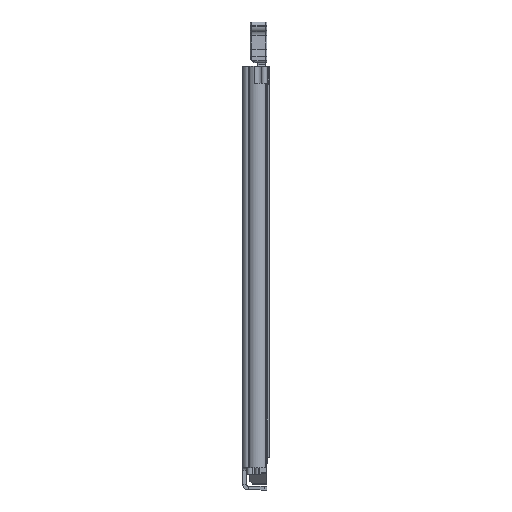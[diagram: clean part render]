
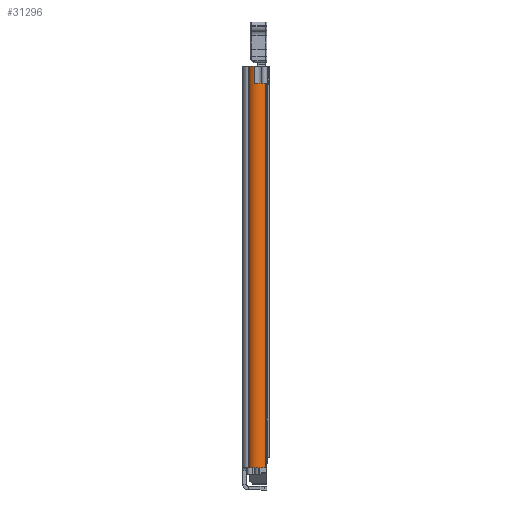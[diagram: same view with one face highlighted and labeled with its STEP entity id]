
A CAD part, front view. The second image highlights one B-rep face of the part: STEP entity #31296.
In plain terms, the highlighted cylindrical face has radius 7.6 mm (diameter 15.2 mm), a partial arc.
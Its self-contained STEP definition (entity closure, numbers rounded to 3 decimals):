
#123 = EDGE_CURVE ( 'NONE', #31548, #10725, #9871, .T. ) ;
#433 = ORIENTED_EDGE ( 'NONE', *, *, #27627, .T. ) ;
#1915 = VERTEX_POINT ( 'NONE', #13042 ) ;
#2200 = CYLINDRICAL_SURFACE ( 'NONE', #5185, 7.6 ) ;
#2800 = DIRECTION ( 'NONE',  ( 0., 0., 1. ) ) ;
#4049 = VERTEX_POINT ( 'NONE', #22344 ) ;
#4670 = CARTESIAN_POINT ( 'NONE',  ( 8.413, -37.778, 0. ) ) ;
#5185 = AXIS2_PLACEMENT_3D ( 'NONE', #27988, #28152, #20794 ) ;
#5389 = DIRECTION ( 'NONE',  ( 0., 0., 1. ) ) ;
#5925 = DIRECTION ( 'NONE',  ( 1., 0., 0. ) ) ;
#5929 = CARTESIAN_POINT ( 'NONE',  ( 10.602, -30.5, -288.8 ) ) ;
#6079 = DIRECTION ( 'NONE',  ( 0., 0., -1. ) ) ;
#7351 = AXIS2_PLACEMENT_3D ( 'NONE', #5929, #26107, #26269 ) ;
#7938 = CARTESIAN_POINT ( 'NONE',  ( 8.413, -37.778, -304.8 ) ) ;
#8047 = AXIS2_PLACEMENT_3D ( 'NONE', #13871, #2800, #21394 ) ;
#9114 = ORIENTED_EDGE ( 'NONE', *, *, #29616, .T. ) ;
#9682 = CIRCLE ( 'NONE', #8047, 7.6 ) ;
#9871 = CIRCLE ( 'NONE', #28968, 7.6 ) ;
#10315 = CARTESIAN_POINT ( 'NONE',  ( 8.413, -37.778, -12.2 ) ) ;
#10725 = VERTEX_POINT ( 'NONE', #14695 ) ;
#12055 = EDGE_LOOP ( 'NONE', ( #9114, #31519, #28444, #433, #33226, #27755 ) ) ;
#13042 = CARTESIAN_POINT ( 'NONE',  ( 5.244, -35.891, -288.8 ) ) ;
#13599 = CARTESIAN_POINT ( 'NONE',  ( 10.602, -30.5, 0. ) ) ;
#13871 = CARTESIAN_POINT ( 'NONE',  ( 10.602, -30.5, -12.2 ) ) ;
#14695 = CARTESIAN_POINT ( 'NONE',  ( 5.244, -35.891, 0. ) ) ;
#15894 = VECTOR ( 'NONE', #20211, 1000. ) ;
#16676 = VERTEX_POINT ( 'NONE', #10315 ) ;
#17013 = VECTOR ( 'NONE', #29752, 1000. ) ;
#17730 = FACE_OUTER_BOUND ( 'NONE', #12055, .T. ) ;
#19565 = VERTEX_POINT ( 'NONE', #22377 ) ;
#20211 = DIRECTION ( 'NONE',  ( 0., 0., 1. ) ) ;
#20794 = DIRECTION ( 'NONE',  ( 1., 0., 0. ) ) ;
#21394 = DIRECTION ( 'NONE',  ( 1., 0., 0. ) ) ;
#21596 = EDGE_CURVE ( 'NONE', #16676, #4049, #9682, .T. ) ;
#22344 = CARTESIAN_POINT ( 'NONE',  ( 16.488, -35.307, -12.2 ) ) ;
#22377 = CARTESIAN_POINT ( 'NONE',  ( 16.488, -35.307, -288.8 ) ) ;
#26107 = DIRECTION ( 'NONE',  ( 0., 0., 1. ) ) ;
#26269 = DIRECTION ( 'NONE',  ( 1., 0., 0. ) ) ;
#27558 = CIRCLE ( 'NONE', #7351, 7.6 ) ;
#27627 = EDGE_CURVE ( 'NONE', #16676, #31548, #31356, .T. ) ;
#27689 = LINE ( 'NONE', #27858, #17013 ) ;
#27755 = ORIENTED_EDGE ( 'NONE', *, *, #29033, .F. ) ;
#27858 = CARTESIAN_POINT ( 'NONE',  ( 5.244, -35.891, -304.8 ) ) ;
#27988 = CARTESIAN_POINT ( 'NONE',  ( 10.602, -30.5, -304.8 ) ) ;
#28152 = DIRECTION ( 'NONE',  ( 0., 0., 1. ) ) ;
#28444 = ORIENTED_EDGE ( 'NONE', *, *, #21596, .F. ) ;
#28699 = EDGE_CURVE ( 'NONE', #19565, #4049, #30796, .T. ) ;
#28968 = AXIS2_PLACEMENT_3D ( 'NONE', #13599, #6079, #5925 ) ;
#29033 = EDGE_CURVE ( 'NONE', #1915, #10725, #27689, .T. ) ;
#29616 = EDGE_CURVE ( 'NONE', #1915, #19565, #27558, .T. ) ;
#29752 = DIRECTION ( 'NONE',  ( 0., 0., 1. ) ) ;
#30633 = CARTESIAN_POINT ( 'NONE',  ( 16.488, -35.307, -304.8 ) ) ;
#30796 = LINE ( 'NONE', #30633, #15894 ) ;
#31296 = ADVANCED_FACE ( 'NONE', ( #17730 ), #2200, .T. ) ;
#31356 = LINE ( 'NONE', #7938, #32404 ) ;
#31519 = ORIENTED_EDGE ( 'NONE', *, *, #28699, .T. ) ;
#31548 = VERTEX_POINT ( 'NONE', #4670 ) ;
#32404 = VECTOR ( 'NONE', #5389, 1000. ) ;
#33226 = ORIENTED_EDGE ( 'NONE', *, *, #123, .T. ) ;
